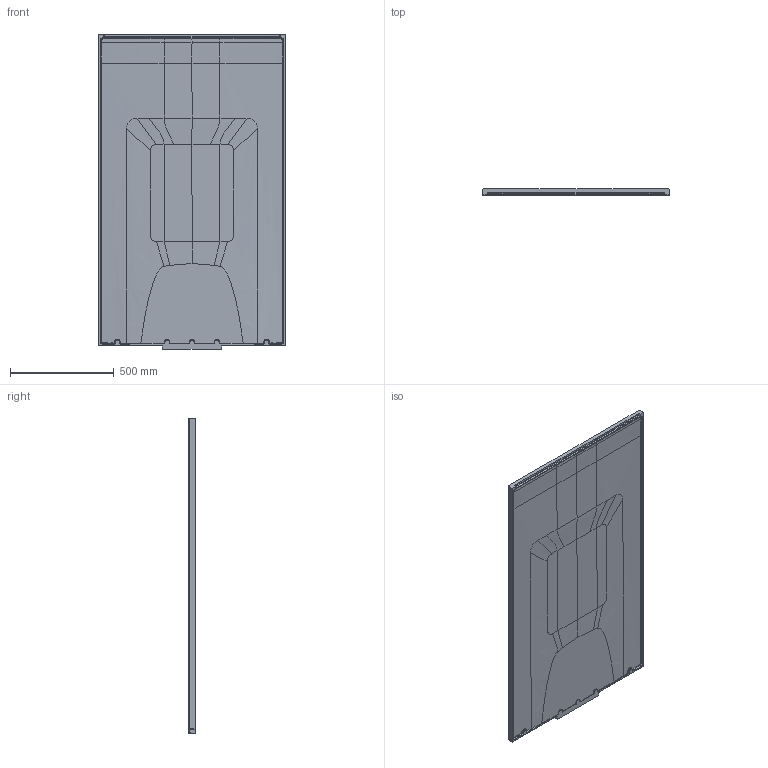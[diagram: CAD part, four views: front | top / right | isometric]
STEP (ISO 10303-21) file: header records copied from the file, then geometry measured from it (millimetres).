
FILE_DESCRIPTION((''),'2;1');
FILE_NAME('V3P2110-030','2022-04-01T15:02:33',('hegemanc'),('Villeroy & Boch Wellness bv'),'CREO PARAMETRIC BY PTC INC, 2020454','CREO PARAMETRIC BY PTC INC, 2020454','');
FILE_SCHEMA(('CONFIG_CONTROL_DESIGN'));
Length unit declared in the file: millimetre
Products named in the file (1): V3P2110-030
Bounding box: 900 x 30 x 1520 mm (x, y, z)
Volume: 21616241 mm3; surface area: 2884183.8 mm2
Topology: 1 solids, 1 shells, 244 faces, 572 edges, 331 vertices
Faces by surface type: bspline 152, cylinder 36, plane 24, sphere 14, torus 12, cone 6
Entity records: 16461 total; most frequent: CARTESIAN_POINT 11976, ORIENTED_EDGE 1144, DIRECTION 604, EDGE_CURVE 572, VERTEX_POINT 331, B_SPLINE_CURVE_WITH_KNOTS 318, AXIS2_PLACEMENT_3D 258, EDGE_LOOP 245
